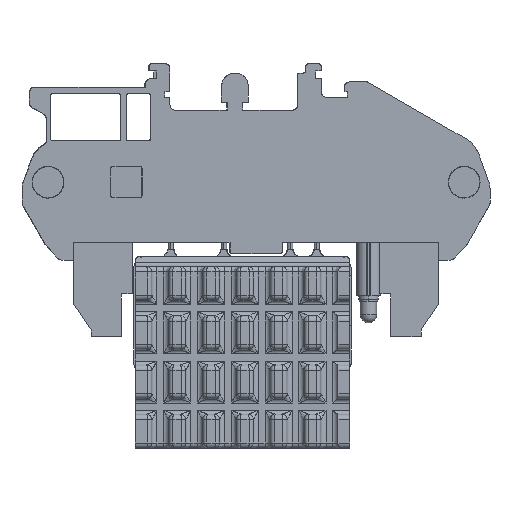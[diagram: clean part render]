
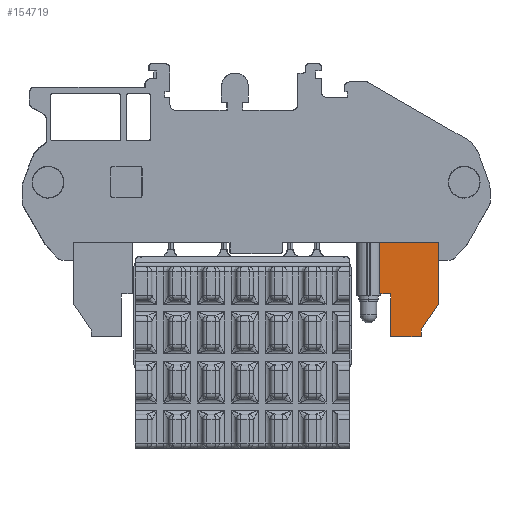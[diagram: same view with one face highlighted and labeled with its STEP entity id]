
A CAD part, front view. The second image highlights one B-rep face of the part: STEP entity #154719.
In plain terms, the highlighted planar face has unit normal (0, -1, 0).
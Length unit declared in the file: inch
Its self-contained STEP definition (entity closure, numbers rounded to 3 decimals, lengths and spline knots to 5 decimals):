
#8266 = AXIS2_PLACEMENT_3D ( 'NONE', #16747, #16750, #16752 ) ;
#16744 = PLANE ( 'NONE',  #8266 ) ;
#16747 = CARTESIAN_POINT ( 'NONE',  ( 2.38931, -0.10399, -0.63156 ) ) ;
#16750 = DIRECTION ( 'NONE',  ( 0., -1., 0. ) ) ;
#16752 = DIRECTION ( 'NONE',  ( -1., 0., 0. ) ) ;
#33599 = VECTOR ( 'NONE', #36417, 39.37008 ) ;
#33601 = VECTOR ( 'NONE', #36421, 39.37008 ) ;
#33602 = VECTOR ( 'NONE', #36436, 39.37008 ) ;
#33604 = VECTOR ( 'NONE', #36440, 39.37008 ) ;
#33605 = VECTOR ( 'NONE', #36458, 39.37008 ) ;
#33607 = VECTOR ( 'NONE', #36462, 39.37008 ) ;
#33608 = VECTOR ( 'NONE', #36500, 39.37008 ) ;
#36416 = CARTESIAN_POINT ( 'NONE',  ( 2.16884, -0.10399, -0.63156 ) ) ;
#36417 = DIRECTION ( 'NONE',  ( -1., 0., 0. ) ) ;
#36420 = CARTESIAN_POINT ( 'NONE',  ( 2.38931, -0.10399, -0.98589 ) ) ;
#36421 = DIRECTION ( 'NONE',  ( 0., 0., 1. ) ) ;
#36435 = CARTESIAN_POINT ( 'NONE',  ( 1.94837, -0.10399, -0.98589 ) ) ;
#36436 = DIRECTION ( 'NONE',  ( 0., 0., -1. ) ) ;
#36439 = CARTESIAN_POINT ( 'NONE',  ( 2.16884, -0.10399, -1.01739 ) ) ;
#36440 = DIRECTION ( 'NONE',  ( 1., 0., 0. ) ) ;
#36457 = CARTESIAN_POINT ( 'NONE',  ( 2.03065, -0.10399, -0.98589 ) ) ;
#36458 = DIRECTION ( 'NONE',  ( 0., 0., -1. ) ) ;
#36461 = CARTESIAN_POINT ( 'NONE',  ( 2.16884, -0.10399, -1.34022 ) ) ;
#36462 = DIRECTION ( 'NONE',  ( 1., 0., 0. ) ) ;
#36499 = CARTESIAN_POINT ( 'NONE',  ( 2.26018, -0.10399, -0.98589 ) ) ;
#36500 = DIRECTION ( 'NONE',  ( 0., 0., 1. ) ) ;
#70763 = CARTESIAN_POINT ( 'NONE',  ( 2.26018, -0.10399, -1.28747 ) ) ;
#70764 = CARTESIAN_POINT ( 'NONE',  ( 2.26018, -0.10399, -1.34022 ) ) ;
#70765 = CARTESIAN_POINT ( 'NONE',  ( 2.03065, -0.10399, -1.34022 ) ) ;
#70766 = CARTESIAN_POINT ( 'NONE',  ( 2.03065, -0.10399, -1.01739 ) ) ;
#70767 = CARTESIAN_POINT ( 'NONE',  ( 1.94837, -0.10399, -1.01739 ) ) ;
#70768 = CARTESIAN_POINT ( 'NONE',  ( 1.94837, -0.10399, -0.63156 ) ) ;
#70769 = CARTESIAN_POINT ( 'NONE',  ( 2.38931, -0.10399, -0.63156 ) ) ;
#70770 = CARTESIAN_POINT ( 'NONE',  ( 2.38931, -0.10399, -1.09613 ) ) ;
#124809 = B_SPLINE_CURVE_WITH_KNOTS ( 'NONE', 3,
 ( #157091, #157092, #157093, #157094 ),
 .UNSPECIFIED., .F., .F.,
 ( 4, 4 ),
 ( 0., 1. ),
 .UNSPECIFIED. ) ;
#127099 = EDGE_LOOP ( 'NONE', ( #130326, #130328, #130327, #130329, #130330, #130331, #130332, #130333 ) ) ;
#129285 = LINE ( 'NONE', #36416, #33599 ) ;
#129287 = LINE ( 'NONE', #36420, #33601 ) ;
#129288 = LINE ( 'NONE', #36435, #33602 ) ;
#129290 = LINE ( 'NONE', #36439, #33604 ) ;
#129291 = LINE ( 'NONE', #36457, #33605 ) ;
#129293 = LINE ( 'NONE', #36461, #33607 ) ;
#129294 = LINE ( 'NONE', #36499, #33608 ) ;
#130326 = ORIENTED_EDGE ( 'NONE', *, *, #144418, .T. ) ;
#130327 = ORIENTED_EDGE ( 'NONE', *, *, #144422, .T. ) ;
#130328 = ORIENTED_EDGE ( 'NONE', *, *, #144415, .T. ) ;
#130329 = ORIENTED_EDGE ( 'NONE', *, *, #144425, .T. ) ;
#130330 = ORIENTED_EDGE ( 'NONE', *, *, #144428, .T. ) ;
#130331 = ORIENTED_EDGE ( 'NONE', *, *, #144431, .T. ) ;
#130332 = ORIENTED_EDGE ( 'NONE', *, *, #144435, .T. ) ;
#130333 = ORIENTED_EDGE ( 'NONE', *, *, #144438, .T. ) ;
#131908 = VERTEX_POINT ( 'NONE', #70763 ) ;
#131909 = VERTEX_POINT ( 'NONE', #70764 ) ;
#131910 = VERTEX_POINT ( 'NONE', #70765 ) ;
#131911 = VERTEX_POINT ( 'NONE', #70766 ) ;
#131912 = VERTEX_POINT ( 'NONE', #70767 ) ;
#131913 = VERTEX_POINT ( 'NONE', #70768 ) ;
#131914 = VERTEX_POINT ( 'NONE', #70769 ) ;
#131915 = VERTEX_POINT ( 'NONE', #70770 ) ;
#144415 = EDGE_CURVE ( 'NONE', #131914, #131913, #129285, .T. ) ;
#144418 = EDGE_CURVE ( 'NONE', #131915, #131914, #129287, .T. ) ;
#144422 = EDGE_CURVE ( 'NONE', #131913, #131912, #129288, .T. ) ;
#144425 = EDGE_CURVE ( 'NONE', #131912, #131911, #129290, .T. ) ;
#144428 = EDGE_CURVE ( 'NONE', #131911, #131910, #129291, .T. ) ;
#144431 = EDGE_CURVE ( 'NONE', #131910, #131909, #129293, .T. ) ;
#144435 = EDGE_CURVE ( 'NONE', #131909, #131908, #129294, .T. ) ;
#144438 = EDGE_CURVE ( 'NONE', #131908, #131915, #124809, .T. ) ;
#154719 = ADVANCED_FACE ( 'NONE', ( #170404 ), #16744, .T. ) ;
#157091 = CARTESIAN_POINT ( 'NONE',  ( 2.26018, -0.10399, -1.28747 ) ) ;
#157092 = CARTESIAN_POINT ( 'NONE',  ( 2.30322, -0.10399, -1.22369 ) ) ;
#157093 = CARTESIAN_POINT ( 'NONE',  ( 2.34627, -0.10399, -1.15991 ) ) ;
#157094 = CARTESIAN_POINT ( 'NONE',  ( 2.38931, -0.10399, -1.09613 ) ) ;
#170404 = FACE_OUTER_BOUND ( 'NONE', #127099, .T. ) ;
